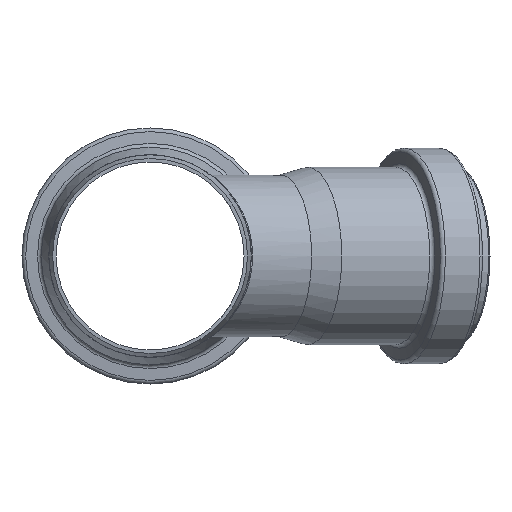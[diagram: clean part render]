
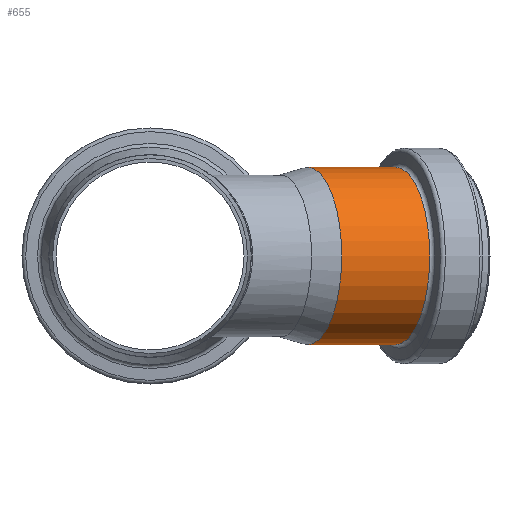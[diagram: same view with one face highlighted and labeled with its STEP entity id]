
A CAD part, front view. The second image highlights one B-rep face of the part: STEP entity #655.
In plain terms, the highlighted cylindrical face has radius 22 mm (diameter 44 mm), a full revolution.
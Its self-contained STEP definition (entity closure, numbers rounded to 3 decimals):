
#78=FACE_BOUND('',#294,.T.);
#136=CIRCLE('',#740,22.);
#137=CIRCLE('',#742,22.);
#172=CYLINDRICAL_SURFACE('',#741,22.);
#210=FACE_OUTER_BOUND('',#293,.T.);
#293=EDGE_LOOP('',(#563));
#294=EDGE_LOOP('',(#564));
#398=VERTEX_POINT('',#1517);
#399=VERTEX_POINT('',#1520);
#464=EDGE_CURVE('',#398,#398,#136,.T.);
#465=EDGE_CURVE('',#399,#399,#137,.T.);
#563=ORIENTED_EDGE('',*,*,#464,.T.);
#564=ORIENTED_EDGE('',*,*,#465,.F.);
#655=ADVANCED_FACE('',(#210,#78),#172,.T.);
#740=AXIS2_PLACEMENT_3D('',#1518,#906,#907);
#741=AXIS2_PLACEMENT_3D('',#1519,#908,#909);
#742=AXIS2_PLACEMENT_3D('',#1521,#910,#911);
#906=DIRECTION('center_axis',(-0.924,-0.383,0.));
#907=DIRECTION('ref_axis',(0.383,-0.924,0.));
#908=DIRECTION('center_axis',(-0.924,-0.383,0.));
#909=DIRECTION('ref_axis',(0.383,-0.924,0.));
#910=DIRECTION('center_axis',(-0.924,-0.383,0.));
#911=DIRECTION('ref_axis',(0.383,-0.924,0.));
#1517=CARTESIAN_POINT('',(69.306,-25.768,0.));
#1518=CARTESIAN_POINT('Origin',(60.887,-5.443,0.));
#1519=CARTESIAN_POINT('Origin',(49.978,-9.961,0.));
#1520=CARTESIAN_POINT('',(47.489,-34.805,0.));
#1521=CARTESIAN_POINT('Origin',(39.07,-14.479,0.));
